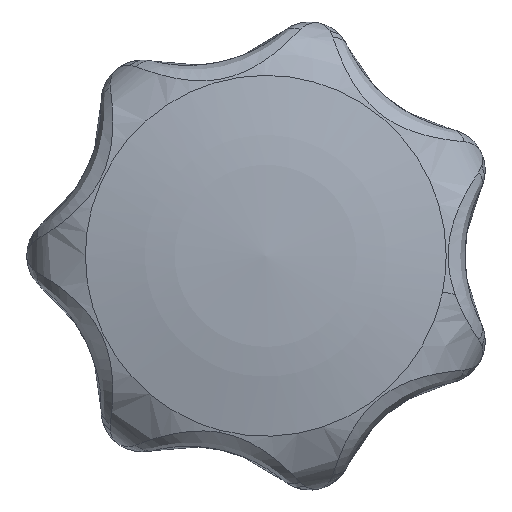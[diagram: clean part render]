
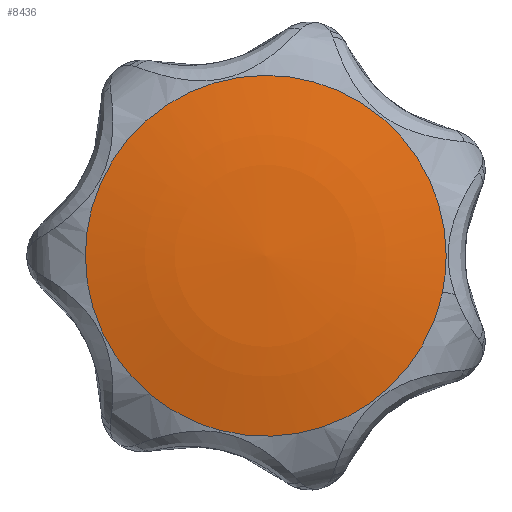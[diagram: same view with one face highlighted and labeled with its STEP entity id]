
A CAD part, top view. The second image highlights one B-rep face of the part: STEP entity #8436.
In plain terms, the highlighted free-form (B-spline) face has degree [2, 2] with [4, 4] control points.
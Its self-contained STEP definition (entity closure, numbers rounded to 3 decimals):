
#1377=CARTESIAN_POINT('',(-12.078,0.0,18.682));
#1378=VERTEX_POINT('',#1377);
#1379=CARTESIAN_POINT('',(-3.085,-11.678,18.682));
#1380=VERTEX_POINT('',#1379);
#1381=CARTESIAN_POINT('',(-12.078,0.0,18.682));
#1382=CARTESIAN_POINT('',(-12.078,-0.681,18.682));
#1383=CARTESIAN_POINT('',(-11.986,-1.775,18.682));
#1384=CARTESIAN_POINT('',(-11.642,-3.308,18.682));
#1385=CARTESIAN_POINT('',(-11.233,-4.501,18.682));
#1386=CARTESIAN_POINT('',(-10.648,-5.756,18.682));
#1387=CARTESIAN_POINT('',(-10.001,-6.815,18.682));
#1388=CARTESIAN_POINT('',(-9.118,-7.961,18.682));
#1389=CARTESIAN_POINT('',(-8.01,-9.106,18.682));
#1390=CARTESIAN_POINT('',(-6.686,-10.103,18.682));
#1391=CARTESIAN_POINT('',(-5.029,-11.035,18.682));
#1392=CARTESIAN_POINT('',(-3.883,-11.467,18.682));
#1393=CARTESIAN_POINT('',(-3.085,-11.678,18.682));
#1394=B_SPLINE_CURVE_WITH_KNOTS('',3,(#1381,#1382,#1383,#1384,#1385,#1386,#1387,#1388,#1389,#1390,#1391,#1392,#1393),.UNSPECIFIED.,.F.,.U.,(4,1,1,1,1,1,1,1,1,1,4),(0.,2.044,3.282,4.706,5.821,7.431,8.422,10.156,12.199,13.376,15.853),.UNSPECIFIED.);
#1395=EDGE_CURVE('',#1378,#1380,#1394,.T.);
#1397=CARTESIAN_POINT('',(0.,12.078,18.682));
#1398=VERTEX_POINT('',#1397);
#1399=CARTESIAN_POINT('',(0.,12.078,18.682));
#1400=CARTESIAN_POINT('',(-0.716,12.078,18.682));
#1401=CARTESIAN_POINT('',(-2.026,11.962,18.682));
#1402=CARTESIAN_POINT('',(-3.801,11.505,18.682));
#1403=CARTESIAN_POINT('',(-5.198,10.932,18.682));
#1404=CARTESIAN_POINT('',(-6.433,10.252,18.682));
#1405=CARTESIAN_POINT('',(-7.688,9.368,18.682));
#1406=CARTESIAN_POINT('',(-8.988,8.146,18.682));
#1407=CARTESIAN_POINT('',(-10.046,6.772,18.682));
#1408=CARTESIAN_POINT('',(-10.774,5.506,18.682));
#1409=CARTESIAN_POINT('',(-11.42,4.061,18.682));
#1410=CARTESIAN_POINT('',(-11.939,2.248,18.682));
#1411=CARTESIAN_POINT('',(-12.078,0.741,18.682));
#1412=CARTESIAN_POINT('',(-12.078,0.0,18.682));
#1413=B_SPLINE_CURVE_WITH_KNOTS('',3,(#1399,#1400,#1401,#1402,#1403,#1404,#1405,#1406,#1407,#1408,#1409,#1410,#1411,#1412),.UNSPECIFIED.,.F.,.U.,(4,1,1,1,1,1,1,1,1,1,1,4),(0.,2.149,3.928,5.484,6.67,8.152,10.079,12.006,13.34,14.452,16.749,18.973),.UNSPECIFIED.);
#1414=EDGE_CURVE('',#1398,#1378,#1413,.T.);
#1416=CARTESIAN_POINT('',(12.078,0.0,18.682));
#1417=VERTEX_POINT('',#1416);
#1418=CARTESIAN_POINT('',(12.078,0.0,18.682));
#1419=CARTESIAN_POINT('',(12.079,0.766,18.682));
#1420=CARTESIAN_POINT('',(11.953,2.075,18.682));
#1421=CARTESIAN_POINT('',(11.43,4.062,18.682));
#1422=CARTESIAN_POINT('',(10.666,5.786,18.682));
#1423=CARTESIAN_POINT('',(9.684,7.275,18.682));
#1424=CARTESIAN_POINT('',(8.763,8.343,18.682));
#1425=CARTESIAN_POINT('',(7.739,9.312,18.682));
#1426=CARTESIAN_POINT('',(6.545,10.197,18.682));
#1427=CARTESIAN_POINT('',(5.068,11.004,18.682));
#1428=CARTESIAN_POINT('',(3.518,11.597,18.682));
#1429=CARTESIAN_POINT('',(1.803,11.987,18.682));
#1430=CARTESIAN_POINT('',(0.618,12.078,18.682));
#1431=CARTESIAN_POINT('',(0.,12.078,18.682));
#1432=B_SPLINE_CURVE_WITH_KNOTS('',3,(#1418,#1419,#1420,#1421,#1422,#1423,#1424,#1425,#1426,#1427,#1428,#1429,#1430,#1431),.UNSPECIFIED.,.F.,.U.,(4,1,1,1,1,1,1,1,1,1,1,4),(0.,2.297,3.928,6.151,7.93,9.264,10.376,12.154,13.711,15.415,17.12,18.973),.UNSPECIFIED.);
#1433=EDGE_CURVE('',#1417,#1398,#1432,.T.);
#1435=CARTESIAN_POINT('',(11.835,-2.412,18.682));
#1436=VERTEX_POINT('',#1435);
#1437=CARTESIAN_POINT('',(11.835,-2.412,18.682));
#1438=CARTESIAN_POINT('',(11.997,-1.619,18.682));
#1439=CARTESIAN_POINT('',(12.078,-0.81,18.682));
#1440=CARTESIAN_POINT('',(12.078,0.0,18.682));
#1441=B_SPLINE_CURVE_WITH_KNOTS('',3,(#1437,#1438,#1439,#1440),.UNSPECIFIED.,.F.,.U.,(4,4),(0.,2.429),.UNSPECIFIED.);
#1442=EDGE_CURVE('',#1436,#1417,#1441,.T.);
#2022=CARTESIAN_POINT('',(-3.085,-11.678,18.682));
#2023=CARTESIAN_POINT('',(-2.194,-11.913,18.682));
#2024=CARTESIAN_POINT('',(-0.868,-12.105,18.682));
#2025=CARTESIAN_POINT('',(0.952,-12.066,18.682));
#2026=CARTESIAN_POINT('',(2.3,-11.886,18.682));
#2027=CARTESIAN_POINT('',(3.666,-11.536,18.682));
#2028=CARTESIAN_POINT('',(5.176,-10.96,18.682));
#2029=CARTESIAN_POINT('',(6.702,-10.11,18.682));
#2030=CARTESIAN_POINT('',(8.034,-9.061,18.682));
#2031=CARTESIAN_POINT('',(9.097,-7.986,18.682));
#2032=CARTESIAN_POINT('',(9.921,-6.936,18.682));
#2033=CARTESIAN_POINT('',(10.618,-5.8,18.682));
#2034=CARTESIAN_POINT('',(11.32,-4.345,18.682));
#2035=CARTESIAN_POINT('',(11.677,-3.19,18.682));
#2036=CARTESIAN_POINT('',(11.835,-2.412,18.682));
#2037=B_SPLINE_CURVE_WITH_KNOTS('',3,(#2022,#2023,#2024,#2025,#2026,#2027,#2028,#2029,#2030,#2031,#2032,#2033,#2034,#2035,#2036),.UNSPECIFIED.,.F.,.U.,(4,1,1,1,1,1,1,1,1,1,1,1,4),(0.,2.765,3.994,5.454,6.836,8.219,10.293,12.06,13.289,14.825,16.054,17.283,19.664),.UNSPECIFIED.);
#2038=EDGE_CURVE('',#1380,#1436,#2037,.T.);
#8405=CARTESIAN_POINT('',(-13.067,-13.066,16.863));
#8406=CARTESIAN_POINT('',(-6.63,-13.251,18.409));
#8407=CARTESIAN_POINT('',(6.622,-13.251,18.411));
#8408=CARTESIAN_POINT('',(13.067,-13.065,16.863));
#8409=CARTESIAN_POINT('',(-13.252,-6.629,18.409));
#8410=CARTESIAN_POINT('',(-6.726,-6.724,19.998));
#8411=CARTESIAN_POINT('',(6.717,-6.724,20.));
#8412=CARTESIAN_POINT('',(13.252,-6.629,18.409));
#8413=CARTESIAN_POINT('',(-13.252,6.623,18.41));
#8414=CARTESIAN_POINT('',(-6.726,6.718,20.));
#8415=CARTESIAN_POINT('',(6.717,6.718,20.002));
#8416=CARTESIAN_POINT('',(13.252,6.623,18.41));
#8417=CARTESIAN_POINT('',(-13.066,13.067,16.863));
#8418=CARTESIAN_POINT('',(-6.63,13.252,18.408));
#8419=CARTESIAN_POINT('',(6.622,13.252,18.41));
#8420=CARTESIAN_POINT('',(13.067,13.067,16.863));
#8428=(BOUNDED_SURFACE()B_SPLINE_SURFACE(2,2,((#8405,#8409,#8413,#8417),(#8406,#8410,#8414,#8418),(#8407,#8411,#8415,#8419),(#8408,#8412,#8416,#8420)),.UNSPECIFIED.,.F.,.F.,.U.)B_SPLINE_SURFACE_WITH_KNOTS((3,1,3),(3,1,3),(0.0,13.339,26.694),(0.0,13.34,26.693),.UNSPECIFIED.)GEOMETRIC_REPRESENTATION_ITEM()RATIONAL_B_SPLINE_SURFACE(((1.029,1.014,1.014,1.029),(1.014,1.0,1.0,1.014),(1.014,1.0,1.0,1.014),(1.029,1.014,1.014,1.029)))REPRESENTATION_ITEM('')SURFACE());
#8429=ORIENTED_EDGE('',*,*,#1395,.T.);
#8430=ORIENTED_EDGE('',*,*,#2038,.T.);
#8431=ORIENTED_EDGE('',*,*,#1442,.T.);
#8432=ORIENTED_EDGE('',*,*,#1433,.T.);
#8433=ORIENTED_EDGE('',*,*,#1414,.T.);
#8434=EDGE_LOOP('',(#8429,#8430,#8431,#8432,#8433));
#8435=FACE_OUTER_BOUND('',#8434,.T.);
#8436=ADVANCED_FACE('',(#8435),#8428,.T.);
